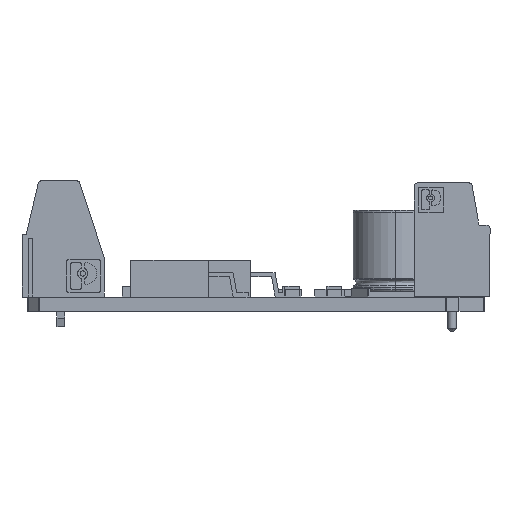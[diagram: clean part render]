
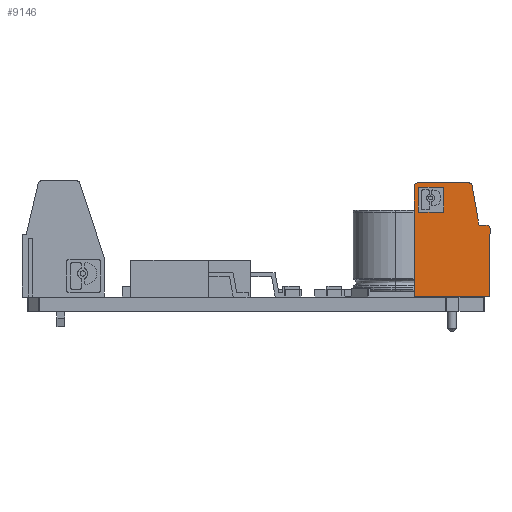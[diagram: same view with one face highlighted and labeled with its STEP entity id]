
A CAD part, front view. The second image highlights one B-rep face of the part: STEP entity #9146.
In plain terms, the highlighted face is planar.
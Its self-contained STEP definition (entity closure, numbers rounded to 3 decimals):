
#7395 = VERTEX_POINT('',#7396);
#7396 = CARTESIAN_POINT('',(55.199,23.703,18.948));
#7402 = EDGE_CURVE('',#7403,#7395,#7405,.T.);
#7403 = VERTEX_POINT('',#7404);
#7404 = CARTESIAN_POINT('',(55.199,15.553,18.948));
#7405 = LINE('',#7406,#7407);
#7406 = CARTESIAN_POINT('',(55.199,29.053,18.948));
#7407 = VECTOR('',#7408,1.);
#7408 = DIRECTION('',(0.,1.,0.));
#7485 = VERTEX_POINT('',#7486);
#7486 = CARTESIAN_POINT('',(46.549,29.053,18.948));
#7492 = EDGE_CURVE('',#7493,#7485,#7495,.T.);
#7493 = VERTEX_POINT('',#7494);
#7494 = CARTESIAN_POINT('',(52.724,29.053,18.948));
#7495 = LINE('',#7496,#7497);
#7496 = CARTESIAN_POINT('',(46.199,29.053,18.948));
#7497 = VECTOR('',#7498,1.);
#7498 = DIRECTION('',(-1.,0.,0.));
#7534 = EDGE_CURVE('',#7535,#7537,#7539,.T.);
#7535 = VERTEX_POINT('',#7536);
#7536 = CARTESIAN_POINT('',(46.199,28.703,18.948));
#7537 = VERTEX_POINT('',#7538);
#7538 = CARTESIAN_POINT('',(46.199,15.553,18.948));
#7539 = LINE('',#7540,#7541);
#7540 = CARTESIAN_POINT('',(46.199,15.553,18.948));
#7541 = VECTOR('',#7542,1.);
#7542 = DIRECTION('',(0.,-1.,0.));
#8866 = EDGE_CURVE('',#7537,#7403,#8867,.T.);
#8867 = LINE('',#8868,#8869);
#8868 = CARTESIAN_POINT('',(55.199,15.553,18.948));
#8869 = VECTOR('',#8870,1.);
#8870 = DIRECTION('',(1.,0.,0.));
#9146 = ADVANCED_FACE('',(#9147,#9217),#9262,.F.);
#9147 = FACE_BOUND('',#9148,.T.);
#9148 = EDGE_LOOP('',(#9149,#9159,#9168,#9176,#9185,#9193,#9202,#9210));
#9149 = ORIENTED_EDGE('',*,*,#9150,.F.);
#9150 = EDGE_CURVE('',#9151,#9153,#9155,.T.);
#9151 = VERTEX_POINT('',#9152);
#9152 = CARTESIAN_POINT('',(46.699,28.403,18.948));
#9153 = VERTEX_POINT('',#9154);
#9154 = CARTESIAN_POINT('',(46.699,25.703,18.948));
#9155 = LINE('',#9156,#9157);
#9156 = CARTESIAN_POINT('',(46.699,28.553,18.948));
#9157 = VECTOR('',#9158,1.);
#9158 = DIRECTION('',(0.,-1.,0.));
#9159 = ORIENTED_EDGE('',*,*,#9160,.T.);
#9160 = EDGE_CURVE('',#9151,#9161,#9163,.T.);
#9161 = VERTEX_POINT('',#9162);
#9162 = CARTESIAN_POINT('',(46.849,28.553,18.948));
#9163 = CIRCLE('',#9164,0.15);
#9164 = AXIS2_PLACEMENT_3D('',#9165,#9166,#9167);
#9165 = CARTESIAN_POINT('',(46.849,28.403,18.948));
#9166 = DIRECTION('',(0.,0.,-1.));
#9167 = DIRECTION('',(-1.,0.,0.));
#9168 = ORIENTED_EDGE('',*,*,#9169,.F.);
#9169 = EDGE_CURVE('',#9170,#9161,#9172,.T.);
#9170 = VERTEX_POINT('',#9171);
#9171 = CARTESIAN_POINT('',(49.549,28.553,18.948));
#9172 = LINE('',#9173,#9174);
#9173 = CARTESIAN_POINT('',(49.699,28.553,18.948));
#9174 = VECTOR('',#9175,1.);
#9175 = DIRECTION('',(-1.,0.,0.));
#9176 = ORIENTED_EDGE('',*,*,#9177,.T.);
#9177 = EDGE_CURVE('',#9170,#9178,#9180,.T.);
#9178 = VERTEX_POINT('',#9179);
#9179 = CARTESIAN_POINT('',(49.699,28.403,18.948));
#9180 = CIRCLE('',#9181,0.15);
#9181 = AXIS2_PLACEMENT_3D('',#9182,#9183,#9184);
#9182 = CARTESIAN_POINT('',(49.549,28.403,18.948));
#9183 = DIRECTION('',(0.,0.,-1.));
#9184 = DIRECTION('',(-1.,0.,0.));
#9185 = ORIENTED_EDGE('',*,*,#9186,.F.);
#9186 = EDGE_CURVE('',#9187,#9178,#9189,.T.);
#9187 = VERTEX_POINT('',#9188);
#9188 = CARTESIAN_POINT('',(49.699,25.703,18.948));
#9189 = LINE('',#9190,#9191);
#9190 = CARTESIAN_POINT('',(49.699,25.553,18.948));
#9191 = VECTOR('',#9192,1.);
#9192 = DIRECTION('',(0.,1.,0.));
#9193 = ORIENTED_EDGE('',*,*,#9194,.T.);
#9194 = EDGE_CURVE('',#9187,#9195,#9197,.T.);
#9195 = VERTEX_POINT('',#9196);
#9196 = CARTESIAN_POINT('',(49.549,25.553,18.948));
#9197 = CIRCLE('',#9198,0.15);
#9198 = AXIS2_PLACEMENT_3D('',#9199,#9200,#9201);
#9199 = CARTESIAN_POINT('',(49.549,25.703,18.948));
#9200 = DIRECTION('',(0.,0.,-1.));
#9201 = DIRECTION('',(-1.,0.,0.));
#9202 = ORIENTED_EDGE('',*,*,#9203,.F.);
#9203 = EDGE_CURVE('',#9204,#9195,#9206,.T.);
#9204 = VERTEX_POINT('',#9205);
#9205 = CARTESIAN_POINT('',(46.849,25.553,18.948));
#9206 = LINE('',#9207,#9208);
#9207 = CARTESIAN_POINT('',(46.699,25.553,18.948));
#9208 = VECTOR('',#9209,1.);
#9209 = DIRECTION('',(1.,0.,0.));
#9210 = ORIENTED_EDGE('',*,*,#9211,.T.);
#9211 = EDGE_CURVE('',#9204,#9153,#9212,.T.);
#9212 = CIRCLE('',#9213,0.15);
#9213 = AXIS2_PLACEMENT_3D('',#9214,#9215,#9216);
#9214 = CARTESIAN_POINT('',(46.849,25.703,18.948));
#9215 = DIRECTION('',(0.,0.,-1.));
#9216 = DIRECTION('',(-1.,0.,0.));
#9217 = FACE_BOUND('',#9218,.T.);
#9218 = EDGE_LOOP('',(#9219,#9220,#9229,#9237,#9245,#9252,#9253,#9260,
    #9261));
#9219 = ORIENTED_EDGE('',*,*,#7402,.T.);
#9220 = ORIENTED_EDGE('',*,*,#9221,.T.);
#9221 = EDGE_CURVE('',#7395,#9222,#9224,.T.);
#9222 = VERTEX_POINT('',#9223);
#9223 = CARTESIAN_POINT('',(54.849,24.053,18.948));
#9224 = CIRCLE('',#9225,0.35);
#9225 = AXIS2_PLACEMENT_3D('',#9226,#9227,#9228);
#9226 = CARTESIAN_POINT('',(54.849,23.703,18.948));
#9227 = DIRECTION('',(0.,0.,1.));
#9228 = DIRECTION('',(-1.,0.,0.));
#9229 = ORIENTED_EDGE('',*,*,#9230,.F.);
#9230 = EDGE_CURVE('',#9231,#9222,#9233,.T.);
#9231 = VERTEX_POINT('',#9232);
#9232 = CARTESIAN_POINT('',(53.899,24.053,18.948));
#9233 = LINE('',#9234,#9235);
#9234 = CARTESIAN_POINT('',(55.199,24.053,18.948));
#9235 = VECTOR('',#9236,1.);
#9236 = DIRECTION('',(1.,0.,0.));
#9237 = ORIENTED_EDGE('',*,*,#9238,.F.);
#9238 = EDGE_CURVE('',#9239,#9231,#9241,.T.);
#9239 = VERTEX_POINT('',#9240);
#9240 = CARTESIAN_POINT('',(53.069,28.763,18.948));
#9241 = LINE('',#9242,#9243);
#9242 = CARTESIAN_POINT('',(53.899,24.053,18.948));
#9243 = VECTOR('',#9244,1.);
#9244 = DIRECTION('',(0.174,-0.985,0.));
#9245 = ORIENTED_EDGE('',*,*,#9246,.T.);
#9246 = EDGE_CURVE('',#9239,#7493,#9247,.T.);
#9247 = CIRCLE('',#9248,0.35);
#9248 = AXIS2_PLACEMENT_3D('',#9249,#9250,#9251);
#9249 = CARTESIAN_POINT('',(52.724,28.703,18.948));
#9250 = DIRECTION('',(0.,0.,1.));
#9251 = DIRECTION('',(-1.,0.,0.));
#9252 = ORIENTED_EDGE('',*,*,#7492,.T.);
#9253 = ORIENTED_EDGE('',*,*,#9254,.T.);
#9254 = EDGE_CURVE('',#7485,#7535,#9255,.T.);
#9255 = CIRCLE('',#9256,0.35);
#9256 = AXIS2_PLACEMENT_3D('',#9257,#9258,#9259);
#9257 = CARTESIAN_POINT('',(46.549,28.703,18.948));
#9258 = DIRECTION('',(0.,0.,1.));
#9259 = DIRECTION('',(-1.,0.,0.));
#9260 = ORIENTED_EDGE('',*,*,#7534,.T.);
#9261 = ORIENTED_EDGE('',*,*,#8866,.T.);
#9262 = PLANE('',#9263);
#9263 = AXIS2_PLACEMENT_3D('',#9264,#9265,#9266);
#9264 = CARTESIAN_POINT('',(0.,0.,18.948));
#9265 = DIRECTION('',(0.,0.,-1.));
#9266 = DIRECTION('',(-1.,0.,0.));
